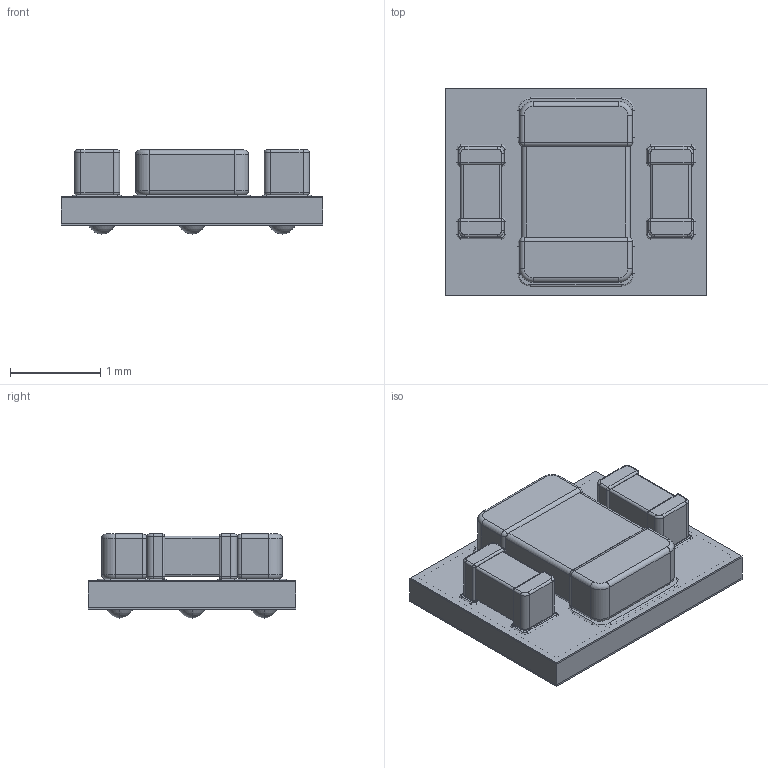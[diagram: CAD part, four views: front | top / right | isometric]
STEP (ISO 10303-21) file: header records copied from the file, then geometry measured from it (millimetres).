
FILE_DESCRIPTION((''),'2;1');
FILE_NAME('SIP0008A_ASM','2016-01-06T',('a0412086'),(''),'PRO/ENGINEER BY PARAMETRIC TECHNOLOGY CORPORATION, 2011490','PRO/ENGINEER BY PARAMETRIC TECHNOLOGY CORPORATION, 2011490','');
FILE_SCHEMA(('AUTOMOTIVE_DESIGN { 1 0 10303 214 1 1 1 1 }'));
Length unit declared in the file: millimetre
Products named in the file (15): SOLDERMASK-BTM-SIP; SUBSTRATE-SIP; METAL; BUMP-SIP; BUM-PATTERN_ASM; SOLDERMASK-TOP-SIP; INDTR-BODY-MDT; INDTR-TERMNL-MDT; INDTR_ASM; CAP-BODY-GRM; CAP-TERMNL-GRM; CAP-GRM155R60J_ASM; SOLDER-CAP; SOLDER-IND; SIP0008A_ASM
Assembly tree (28 placements, depth 3):
  SIP0008A_ASM
    SOLDERMASK-BTM-SIP
    SUBSTRATE-SIP
    METAL
    BUM-PATTERN_ASM
      BUMP-SIP  x8
    SOLDERMASK-TOP-SIP
    INDTR_ASM
      INDTR-BODY-MDT
      INDTR-TERMNL-MDT  x2
    CAP-GRM155R60J_ASM  x2
      CAP-BODY-GRM
      CAP-TERMNL-GRM
    SOLDER-CAP  x4
    SOLDER-IND  x2
Bounding box: 2.9 x 2.3 x 0.93 mm (x, y, z)
Volume: 3.8 mm3; surface area: 76.2 mm2
Topology: 27 solids, 27 shells, 315 faces, 684 edges, 408 vertices
Faces by surface type: cylinder 124, plane 103, torus 48, sphere 40
Entity records: 6359 total; most frequent: DIRECTION 846, CARTESIAN_POINT 758, ORIENTED_EDGE 624, AXIS2_PLACEMENT_3D 337, PRESENTATION_STYLE_ASSIGNMENT 323, STYLED_ITEM 323, CURVE_STYLE 312, EDGE_CURVE 312
